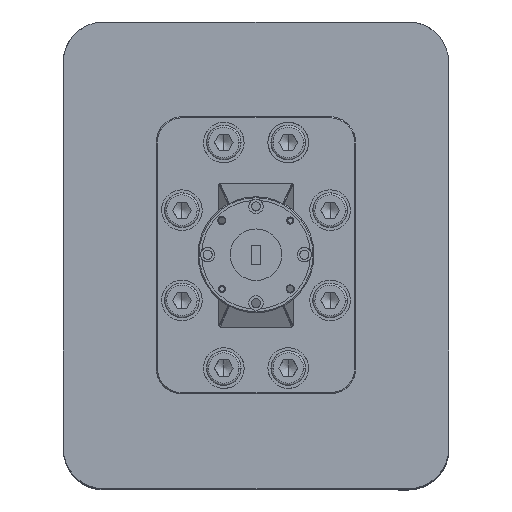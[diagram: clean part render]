
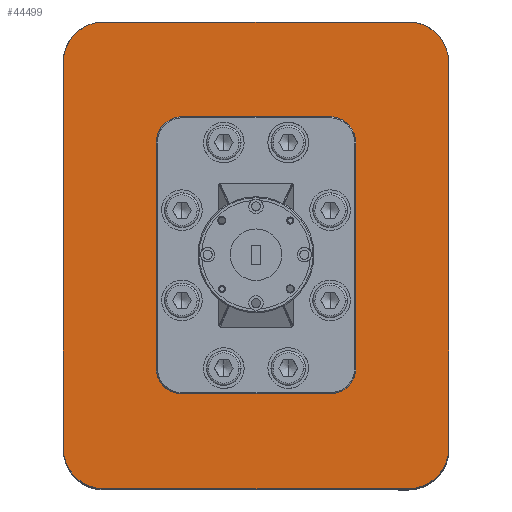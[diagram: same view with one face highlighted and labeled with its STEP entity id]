
A CAD part, top view. The second image highlights one B-rep face of the part: STEP entity #44499.
In plain terms, the highlighted planar face has unit normal (0, 0, 1).
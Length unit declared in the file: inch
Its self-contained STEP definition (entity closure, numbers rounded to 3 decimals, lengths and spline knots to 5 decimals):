
#1054 = VECTOR ( 'NONE', #30704, 39.37008 ) ;
#1235 = ORIENTED_EDGE ( 'NONE', *, *, #54421, .T. ) ;
#2082 = ORIENTED_EDGE ( 'NONE', *, *, #6204, .T. ) ;
#3510 = DIRECTION ( 'NONE',  ( 0., 0., 1. ) ) ;
#4954 = EDGE_CURVE ( 'NONE', #44437, #41006, #51701, .T. ) ;
#5045 = DIRECTION ( 'NONE',  ( 0., 0., 1. ) ) ;
#5211 = EDGE_LOOP ( 'NONE', ( #45281, #20999, #45823, #2082, #1235, #13292, #36778, #36983 ) ) ;
#6204 = EDGE_CURVE ( 'NONE', #26788, #23702, #8696, .T. ) ;
#6300 = DIRECTION ( 'NONE',  ( 1., 0., 0. ) ) ;
#6879 = DIRECTION ( 'NONE',  ( -1., 0., 0. ) ) ;
#7088 = CARTESIAN_POINT ( 'NONE',  ( -1.94203, 2.02979, -0.00969 ) ) ;
#7601 = CIRCLE ( 'NONE', #15143, 0.3937 ) ;
#7609 = CARTESIAN_POINT ( 'NONE',  ( 1.79812, -1.71037, -0.00969 ) ) ;
#8696 = LINE ( 'NONE', #48948, #27032 ) ;
#10757 = EDGE_CURVE ( 'NONE', #41006, #36293, #28174, .T. ) ;
#12358 = CARTESIAN_POINT ( 'NONE',  ( 1.40442, -1.71037, -0.00969 ) ) ;
#12855 = CARTESIAN_POINT ( 'NONE',  ( -1.54833, -2.10407, -0.00969 ) ) ;
#13209 = CARTESIAN_POINT ( 'NONE',  ( -1.54833, 2.02979, -0.00969 ) ) ;
#13292 = ORIENTED_EDGE ( 'NONE', *, *, #4954, .T. ) ;
#15143 = AXIS2_PLACEMENT_3D ( 'NONE', #32790, #5045, #54180 ) ;
#16345 = EDGE_CURVE ( 'NONE', #42543, #58219, #7601, .T. ) ;
#19124 = DIRECTION ( 'NONE',  ( 0., 1., 0. ) ) ;
#19367 = EDGE_CURVE ( 'NONE', #58219, #40998, #57064, .T. ) ;
#20999 = ORIENTED_EDGE ( 'NONE', *, *, #19367, .T. ) ;
#21770 = FACE_OUTER_BOUND ( 'NONE', #5211, .T. ) ;
#22784 = DIRECTION ( 'NONE',  ( 0., 0., 1. ) ) ;
#23702 = VERTEX_POINT ( 'NONE', #34382 ) ;
#25020 = CARTESIAN_POINT ( 'NONE',  ( -1.54833, 2.42349, -0.00969 ) ) ;
#25861 = AXIS2_PLACEMENT_3D ( 'NONE', #12358, #3510, #6300 ) ;
#25916 = DIRECTION ( 'NONE',  ( 1., 0., 0. ) ) ;
#25917 = DIRECTION ( 'NONE',  ( 0., 0., 1. ) ) ;
#26490 = DIRECTION ( 'NONE',  ( 0., 0., 1. ) ) ;
#26788 = VERTEX_POINT ( 'NONE', #12855 ) ;
#27032 = VECTOR ( 'NONE', #53691, 39.37008 ) ;
#27226 = CARTESIAN_POINT ( 'NONE',  ( -1.54833, -1.71037, -0.00969 ) ) ;
#27770 = CIRCLE ( 'NONE', #57107, 0.3937 ) ;
#28174 = CIRCLE ( 'NONE', #43304, 0.3937 ) ;
#30704 = DIRECTION ( 'NONE',  ( 0., -1., 0. ) ) ;
#32565 = CARTESIAN_POINT ( 'NONE',  ( -1.94203, 2.02979, -0.00969 ) ) ;
#32757 = EDGE_CURVE ( 'NONE', #40998, #26788, #27770, .T. ) ;
#32790 = CARTESIAN_POINT ( 'NONE',  ( -1.54833, 2.02979, -0.00969 ) ) ;
#32884 = LINE ( 'NONE', #56843, #57285 ) ;
#33468 = CARTESIAN_POINT ( 'NONE',  ( 1.79812, 2.02979, -0.00969 ) ) ;
#34382 = CARTESIAN_POINT ( 'NONE',  ( 1.40442, -2.10407, -0.00969 ) ) ;
#34977 = CARTESIAN_POINT ( 'NONE',  ( 1.40442, 2.42349, -0.00969 ) ) ;
#35382 = PLANE ( 'NONE',  #39134 ) ;
#36293 = VERTEX_POINT ( 'NONE', #34977 ) ;
#36778 = ORIENTED_EDGE ( 'NONE', *, *, #10757, .T. ) ;
#36983 = ORIENTED_EDGE ( 'NONE', *, *, #51632, .T. ) ;
#39134 = AXIS2_PLACEMENT_3D ( 'NONE', #13209, #26490, #25916 ) ;
#40863 = DIRECTION ( 'NONE',  ( 1., 0., 0. ) ) ;
#40998 = VERTEX_POINT ( 'NONE', #41525 ) ;
#41006 = VERTEX_POINT ( 'NONE', #33468 ) ;
#41525 = CARTESIAN_POINT ( 'NONE',  ( -1.94203, -1.71037, -0.00969 ) ) ;
#42543 = VERTEX_POINT ( 'NONE', #25020 ) ;
#43304 = AXIS2_PLACEMENT_3D ( 'NONE', #48449, #25917, #43987 ) ;
#43987 = DIRECTION ( 'NONE',  ( 1., 0., 0. ) ) ;
#44437 = VERTEX_POINT ( 'NONE', #7609 ) ;
#44499 = ADVANCED_FACE ( 'NONE', ( #21770 ), #35382, .T. ) ;
#45281 = ORIENTED_EDGE ( 'NONE', *, *, #16345, .T. ) ;
#45823 = ORIENTED_EDGE ( 'NONE', *, *, #32757, .T. ) ;
#46665 = CARTESIAN_POINT ( 'NONE',  ( 1.79812, -1.71037, -0.00969 ) ) ;
#48449 = CARTESIAN_POINT ( 'NONE',  ( 1.40442, 2.02979, -0.00969 ) ) ;
#48948 = CARTESIAN_POINT ( 'NONE',  ( -1.54833, -2.10407, -0.00969 ) ) ;
#51632 = EDGE_CURVE ( 'NONE', #36293, #42543, #32884, .T. ) ;
#51701 = LINE ( 'NONE', #46665, #55385 ) ;
#53691 = DIRECTION ( 'NONE',  ( 1., 0., 0. ) ) ;
#54180 = DIRECTION ( 'NONE',  ( 1., 0., 0. ) ) ;
#54421 = EDGE_CURVE ( 'NONE', #23702, #44437, #56108, .T. ) ;
#55385 = VECTOR ( 'NONE', #19124, 39.37008 ) ;
#56108 = CIRCLE ( 'NONE', #25861, 0.3937 ) ;
#56843 = CARTESIAN_POINT ( 'NONE',  ( 1.40442, 2.42349, -0.00969 ) ) ;
#57064 = LINE ( 'NONE', #7088, #1054 ) ;
#57107 = AXIS2_PLACEMENT_3D ( 'NONE', #27226, #22784, #40863 ) ;
#57285 = VECTOR ( 'NONE', #6879, 39.37008 ) ;
#58219 = VERTEX_POINT ( 'NONE', #32565 ) ;
